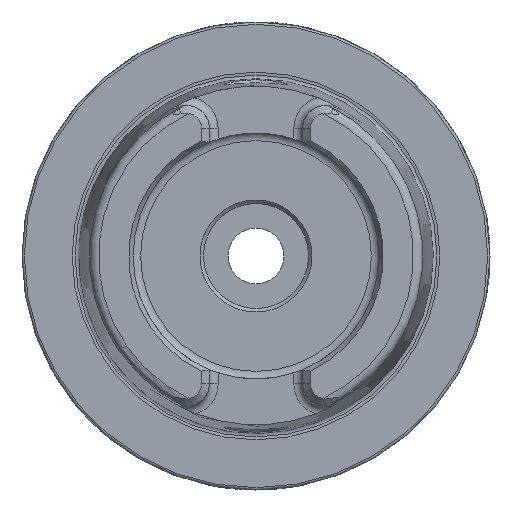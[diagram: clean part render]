
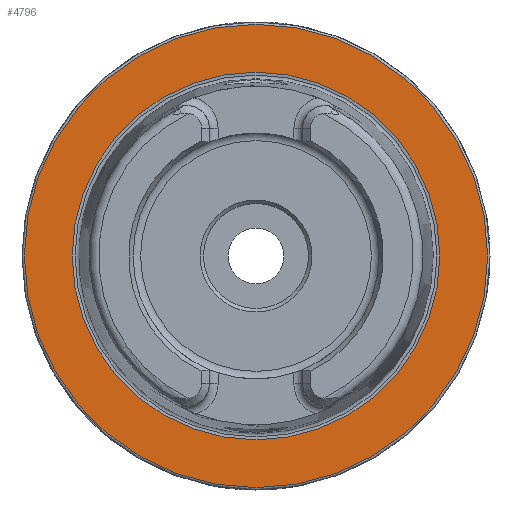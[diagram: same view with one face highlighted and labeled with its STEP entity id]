
A CAD part, left-side view. The second image highlights one B-rep face of the part: STEP entity #4796.
In plain terms, the highlighted planar face has unit normal (-1, 0, 0).
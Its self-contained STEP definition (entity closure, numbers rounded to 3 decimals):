
#759 = AXIS2_PLACEMENT_3D ( 'NONE', #820, #4372, #3106 ) ;
#820 = CARTESIAN_POINT ( 'NONE',  ( 0., 0., 0. ) ) ;
#891 = ORIENTED_EDGE ( 'NONE', *, *, #4368, .T. ) ;
#1292 = EDGE_CURVE ( 'NONE', #3780, #3780, #5730, .T. ) ;
#1304 = AXIS2_PLACEMENT_3D ( 'NONE', #5130, #4537, #1598 ) ;
#1598 = DIRECTION ( 'NONE',  ( 0., 0., -1. ) ) ;
#1857 = FACE_BOUND ( 'NONE', #5325, .T. ) ;
#2583 = AXIS2_PLACEMENT_3D ( 'NONE', #5849, #3494, #3521 ) ;
#3106 = DIRECTION ( 'NONE',  ( 0., 0., 1. ) ) ;
#3322 = CIRCLE ( 'NONE', #2583, 49.65 ) ;
#3494 = DIRECTION ( 'NONE',  ( -1., 0., 0. ) ) ;
#3521 = DIRECTION ( 'NONE',  ( 0., 0., 1. ) ) ;
#3780 = VERTEX_POINT ( 'NONE', #4116 ) ;
#4116 = CARTESIAN_POINT ( 'NONE',  ( 0., 0., 39.405 ) ) ;
#4330 = VERTEX_POINT ( 'NONE', #5347 ) ;
#4368 = EDGE_CURVE ( 'NONE', #4330, #4330, #3322, .T. ) ;
#4372 = DIRECTION ( 'NONE',  ( -1., 0., 0. ) ) ;
#4537 = DIRECTION ( 'NONE',  ( 1., 0., 0. ) ) ;
#4616 = ORIENTED_EDGE ( 'NONE', *, *, #1292, .F. ) ;
#4796 = ADVANCED_FACE ( 'NONE', ( #1857, #4797 ), #6261, .F. ) ;
#4797 = FACE_OUTER_BOUND ( 'NONE', #6477, .T. ) ;
#5130 = CARTESIAN_POINT ( 'NONE',  ( 0., 49.65, 0. ) ) ;
#5325 = EDGE_LOOP ( 'NONE', ( #4616 ) ) ;
#5347 = CARTESIAN_POINT ( 'NONE',  ( 0., 0., 49.65 ) ) ;
#5730 = CIRCLE ( 'NONE', #759, 39.405 ) ;
#5849 = CARTESIAN_POINT ( 'NONE',  ( 0., 0., 0. ) ) ;
#6261 = PLANE ( 'NONE',  #1304 ) ;
#6477 = EDGE_LOOP ( 'NONE', ( #891 ) ) ;
